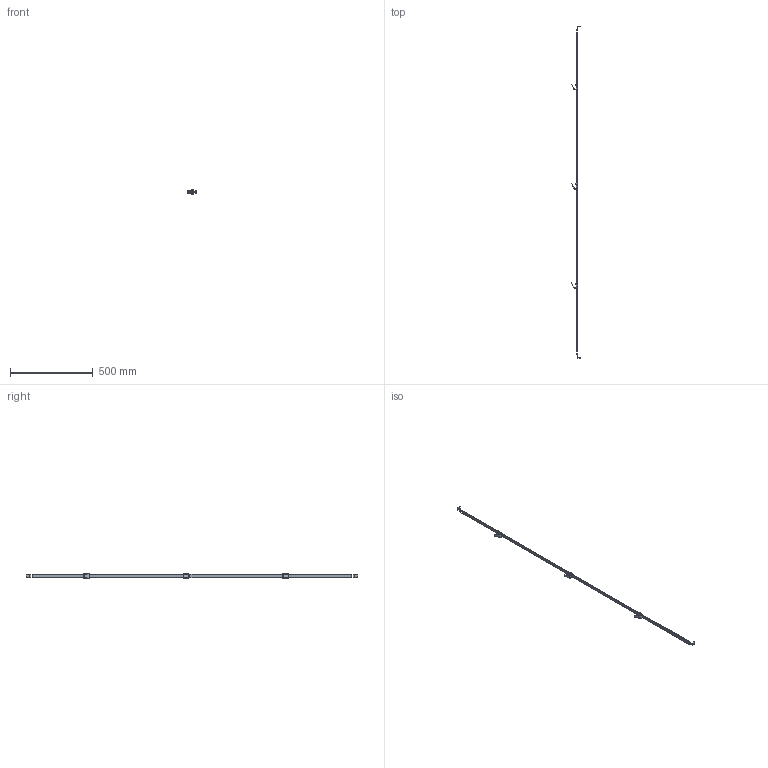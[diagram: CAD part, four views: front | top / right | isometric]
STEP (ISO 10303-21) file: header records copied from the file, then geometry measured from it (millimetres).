
FILE_DESCRIPTION(('Creo Elements/Direct Modeling STEP Export'),'2;1');
FILE_NAME('H206.stp','2021-05-27T11:07:12',(''),(''),'Creo Elements/Direct Modeling STEP processor for AP214 (Solid Model)','Creo Elements/Direct Modeling 20.0 12-Nov-2016 (C) Parametric Technology GmbH','');
FILE_SCHEMA(('AUTOMOTIVE_DESIGN { 1 0 10303 214 1 1 1 1 }'));
Length unit declared in the file: millimetre
Products named in the file (18): Halterung; Haken; Haken_gesamt.01.01; Ring.01; Haken_gesamt.01.01.03; Ring; spike; Haken_gesamt.01.01.02; Gurt.01; Zotteln; Harkerl; Gurtsystem; spike.01; Gurtelement
Assembly tree (17 placements, depth 3):
  Gurtelement
    spike.01
    Gurtsystem
      Harkerl
      Zotteln
      Gurt.01
    Haken_gesamt.01.01.02
      Haken
      Halterung
    spike
    Ring
    Haken_gesamt.01.01.03
      Haken
      Halterung
    Ring.01
    Haken_gesamt.01.01
      Haken
      Halterung
Bounding box: 56.37 x 2005 x 25 mm (x, y, z)
Volume: 81302.5 mm3; surface area: 131438.7 mm2
Topology: 13 solids, 13 shells, 608 faces, 1490 edges, 899 vertices
Faces by surface type: plane 209, cylinder 209, torus 124, bspline 66
Entity records: 27662 total; most frequent: CARTESIAN_POINT 13551, ORIENTED_EDGE 2980, DIRECTION 2764, EDGE_CURVE 1490, AXIS2_PLACEMENT_3D 1032, VERTEX_POINT 899, VECTOR 700, LINE 700
